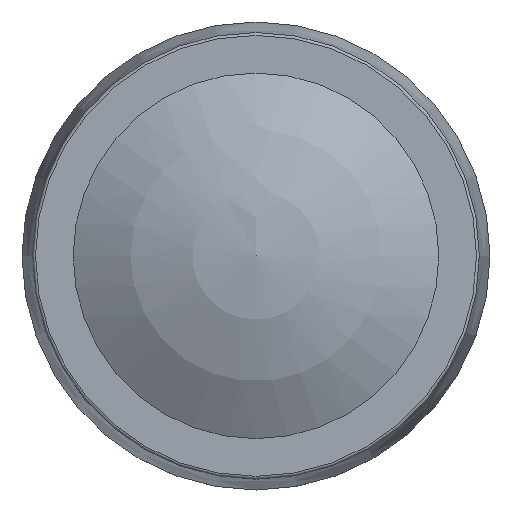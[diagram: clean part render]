
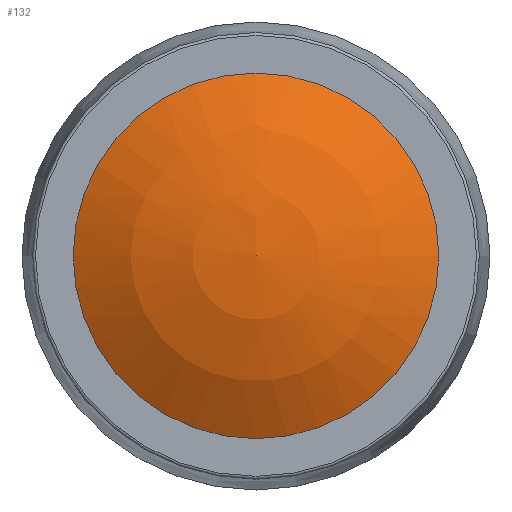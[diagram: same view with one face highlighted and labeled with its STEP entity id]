
A CAD part, top view. The second image highlights one B-rep face of the part: STEP entity #132.
In plain terms, the highlighted spherical face has radius 23.501 mm.
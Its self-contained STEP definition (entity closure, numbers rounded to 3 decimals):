
#132 = ADVANCED_FACE( '', ( #359 ), #360, .T. );
#359 = FACE_OUTER_BOUND( '', #809, .T. );
#360 = SPHERICAL_SURFACE( '', #810, 23.501 );
#809 = EDGE_LOOP( '', ( #1494 ) );
#810 = AXIS2_PLACEMENT_3D( '', #1495, #1496, #1497 );
#1494 = ORIENTED_EDGE( '', *, *, #2391, .T. );
#1495 = CARTESIAN_POINT( '', ( 0., 0., 4.499 ) );
#1496 = DIRECTION( '', ( 0., 0., 1. ) );
#1497 = DIRECTION( '', ( 0., 1., 0. ) );
#2391 = EDGE_CURVE( '', #2754, #2754, #2755, .T. );
#2754 = VERTEX_POINT( '', #3337 );
#2755 = CIRCLE( '', #3338, 12.5 );
#3337 = CARTESIAN_POINT( '', ( 12.5, 0., 24.4 ) );
#3338 = AXIS2_PLACEMENT_3D( '', #4363, #4364, #4365 );
#4363 = CARTESIAN_POINT( '', ( 0., 0., 24.4 ) );
#4364 = DIRECTION( '', ( 0., 0., 1. ) );
#4365 = DIRECTION( '', ( 1., 0., 0. ) );
